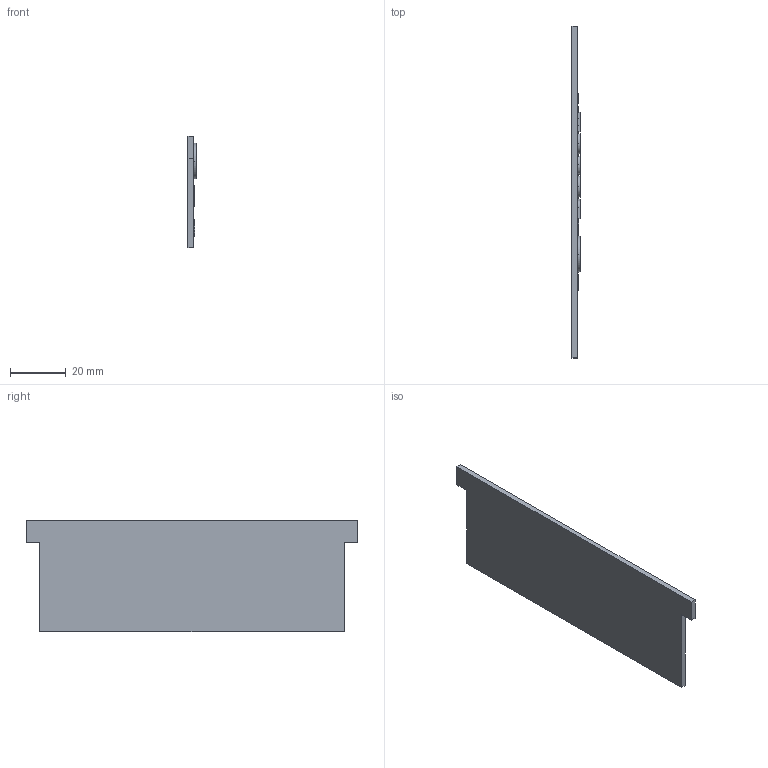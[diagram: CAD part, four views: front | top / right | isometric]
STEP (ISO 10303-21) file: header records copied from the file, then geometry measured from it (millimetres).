
FILE_DESCRIPTION(/* description */ (''),/* implementation_level */ '2;1');
FILE_NAME(/* name */ 'Bohrschrauber (GSR 18V-21).step',/* time_stamp */ '2023-01-02T12:12:39+01:00',/* author */ (''),/* organization */ (''),/* preprocessor_version */ 'ST-DEVELOPER v19.2',/* originating_system */ 'Autodesk Translation Framework v11.17.0.187',/* authorisation */ '');
FILE_SCHEMA (('AUTOMOTIVE_DESIGN { 1 0 10303 214 3 1 1 }'));
Length unit declared in the file: millimetre
Products named in the file (1): L-Boxx Label
Bounding box: 2.9 x 119 x 40 mm (x, y, z)
Volume: 8825.8 mm3; surface area: 10136.7 mm2
Topology: 1 solids, 1 shells, 512 faces, 1395 edges, 930 vertices
Faces by surface type: bspline 290, plane 222
Entity records: 16483 total; most frequent: CARTESIAN_POINT 5654, ORIENTED_EDGE 2790, EDGE_CURVE 1395, DIRECTION 1260, VERTEX_POINT 930, LINE 814, VECTOR 814, EDGE_LOOP 557
